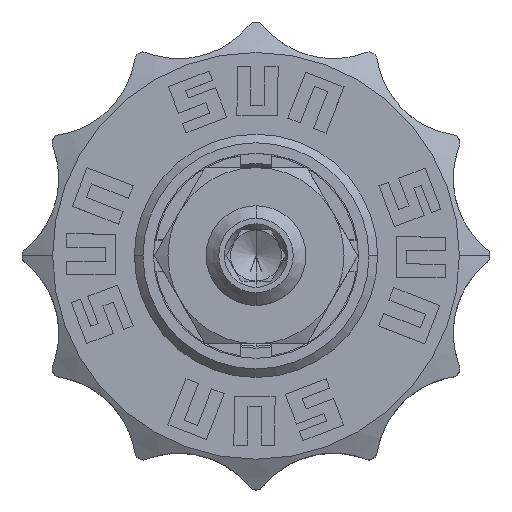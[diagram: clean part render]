
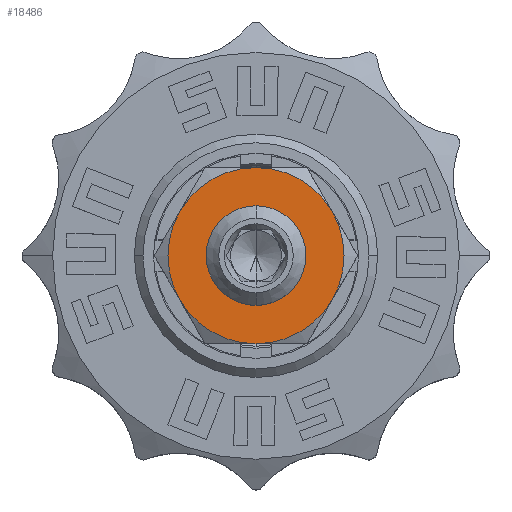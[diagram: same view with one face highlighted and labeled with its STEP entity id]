
A CAD part, top view. The second image highlights one B-rep face of the part: STEP entity #18486.
In plain terms, the highlighted planar face has unit normal (0, 0, 1).
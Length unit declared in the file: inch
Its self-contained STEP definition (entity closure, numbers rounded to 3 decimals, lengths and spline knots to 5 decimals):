
#6227=CARTESIAN_POINT('',(0.1875,-0.10825,
4.936));
#6658=CARTESIAN_POINT('',(0.1875,-0.10825,
4.936));
#6659=CARTESIAN_POINT('',(0.19066,-0.10279,
4.936));
#6660=CARTESIAN_POINT('',(0.19646,-0.09162,
4.936));
#6661=CARTESIAN_POINT('',(0.2037,-0.07414,
4.936));
#6662=CARTESIAN_POINT('',(0.20939,-0.05611,
4.936));
#6663=CARTESIAN_POINT('',(0.21348,-0.03764,
4.936));
#6664=CARTESIAN_POINT('',(0.21595,-0.01889,
4.936));
#6665=CARTESIAN_POINT('',(0.21677,0.,
4.936));
#6666=CARTESIAN_POINT('',(0.21595,0.01889,
4.936));
#6667=CARTESIAN_POINT('',(0.21348,0.03764,
4.936));
#6668=CARTESIAN_POINT('',(0.20939,0.05611,
4.936));
#6669=CARTESIAN_POINT('',(0.2037,0.07414,
4.936));
#6670=CARTESIAN_POINT('',(0.19646,0.09162,
4.936));
#6671=CARTESIAN_POINT('',(0.19066,0.10279,
4.936));
#6672=CARTESIAN_POINT('',(0.1875,0.10825,
4.936));
#6674=CARTESIAN_POINT('',(-0.1875,0.10825,
4.936));
#6675=CARTESIAN_POINT('',(-0.18434,0.11372,
4.936));
#6676=CARTESIAN_POINT('',(-0.17757,0.12433,
4.936));
#6677=CARTESIAN_POINT('',(-0.16606,0.13934,
4.936));
#6678=CARTESIAN_POINT('',(-0.15328,0.15328,
4.936));
#6679=CARTESIAN_POINT('',(-0.13934,0.16606,
4.936));
#6680=CARTESIAN_POINT('',(-0.12434,0.17757,
4.936));
#6681=CARTESIAN_POINT('',(-0.10839,0.18773,
4.936));
#6682=CARTESIAN_POINT('',(-0.09161,0.19647,
4.936));
#6683=CARTESIAN_POINT('',(-0.07414,0.2037,
4.936));
#6684=CARTESIAN_POINT('',(-0.0561,0.20939,
4.936));
#6685=CARTESIAN_POINT('',(-0.03764,0.21348,
4.936));
#6686=CARTESIAN_POINT('',(-0.01889,0.21595,
4.936));
#6687=CARTESIAN_POINT('',(-0.00631,0.21651,
4.936));
#6688=CARTESIAN_POINT('',(0.,0.21651,
4.936));
#6690=CARTESIAN_POINT('',(0.,0.21651,
4.936));
#6691=CARTESIAN_POINT('',(0.00631,0.21651,
4.936));
#6692=CARTESIAN_POINT('',(0.01889,0.21595,
4.936));
#6693=CARTESIAN_POINT('',(0.03764,0.21348,
4.936));
#6694=CARTESIAN_POINT('',(0.0561,0.20939,
4.936));
#6695=CARTESIAN_POINT('',(0.07414,0.2037,
4.936));
#6696=CARTESIAN_POINT('',(0.09161,0.19646,
4.936));
#6697=CARTESIAN_POINT('',(0.10839,0.18773,
4.936));
#6698=CARTESIAN_POINT('',(0.12434,0.17757,
4.936));
#6699=CARTESIAN_POINT('',(0.13934,0.16606,
4.936));
#6700=CARTESIAN_POINT('',(0.15328,0.15328,
4.936));
#6701=CARTESIAN_POINT('',(0.16606,0.13934,
4.936));
#6702=CARTESIAN_POINT('',(0.17757,0.12433,
4.936));
#6703=CARTESIAN_POINT('',(0.18434,0.11372,
4.936));
#6704=CARTESIAN_POINT('',(0.1875,0.10825,
4.936));
#6706=CARTESIAN_POINT('',(0.1875,-0.10825,
4.936));
#6707=CARTESIAN_POINT('',(0.18434,-0.11372,
4.936));
#6708=CARTESIAN_POINT('',(0.17757,-0.12433,
4.936));
#6709=CARTESIAN_POINT('',(0.16606,-0.13934,
4.936));
#6710=CARTESIAN_POINT('',(0.15328,-0.15328,
4.936));
#6711=CARTESIAN_POINT('',(0.13934,-0.16606,
4.936));
#6712=CARTESIAN_POINT('',(0.12434,-0.17757,
4.936));
#6713=CARTESIAN_POINT('',(0.10839,-0.18773,
4.936));
#6714=CARTESIAN_POINT('',(0.09161,-0.19647,
4.936));
#6715=CARTESIAN_POINT('',(0.07414,-0.2037,
4.936));
#6716=CARTESIAN_POINT('',(0.0561,-0.20939,
4.936));
#6717=CARTESIAN_POINT('',(0.03764,-0.21348,
4.936));
#6718=CARTESIAN_POINT('',(0.01889,-0.21595,
4.936));
#6719=CARTESIAN_POINT('',(0.00631,-0.21651,
4.936));
#6720=CARTESIAN_POINT('',(0.,-0.21651,
4.936));
#6722=CARTESIAN_POINT('',(0.,-0.21651,
4.936));
#6723=CARTESIAN_POINT('',(-0.00631,-0.21651,
4.936));
#6724=CARTESIAN_POINT('',(-0.01889,-0.21595,
4.936));
#6725=CARTESIAN_POINT('',(-0.03764,-0.21348,
4.936));
#6726=CARTESIAN_POINT('',(-0.0561,-0.20939,
4.936));
#6727=CARTESIAN_POINT('',(-0.07414,-0.2037,
4.936));
#6728=CARTESIAN_POINT('',(-0.09161,-0.19646,
4.936));
#6729=CARTESIAN_POINT('',(-0.10839,-0.18773,
4.936));
#6730=CARTESIAN_POINT('',(-0.12434,-0.17757,
4.936));
#6731=CARTESIAN_POINT('',(-0.13934,-0.16606,
4.936));
#6732=CARTESIAN_POINT('',(-0.15328,-0.15328,
4.936));
#6733=CARTESIAN_POINT('',(-0.16606,-0.13934,
4.936));
#6734=CARTESIAN_POINT('',(-0.17757,-0.12433,
4.936));
#6735=CARTESIAN_POINT('',(-0.18434,-0.11372,
4.936));
#6736=CARTESIAN_POINT('',(-0.1875,-0.10825,
4.936));
#6738=CARTESIAN_POINT('',(-0.1875,0.10825,
4.936));
#6739=CARTESIAN_POINT('',(-0.19066,0.10279,
4.936));
#6740=CARTESIAN_POINT('',(-0.19646,0.09162,
4.936));
#6741=CARTESIAN_POINT('',(-0.2037,0.07414,
4.936));
#6742=CARTESIAN_POINT('',(-0.20939,0.05611,
4.936));
#6743=CARTESIAN_POINT('',(-0.21348,0.03764,
4.936));
#6744=CARTESIAN_POINT('',(-0.21595,0.01889,
4.936));
#6745=CARTESIAN_POINT('',(-0.21677,0.,
4.936));
#6746=CARTESIAN_POINT('',(-0.21595,-0.01889,
4.936));
#6747=CARTESIAN_POINT('',(-0.21348,-0.03764,
4.936));
#6748=CARTESIAN_POINT('',(-0.20939,-0.05611,
4.936));
#6749=CARTESIAN_POINT('',(-0.2037,-0.07414,
4.936));
#6750=CARTESIAN_POINT('',(-0.19646,-0.09162,
4.936));
#6751=CARTESIAN_POINT('',(-0.19066,-0.10279,
4.936));
#6752=CARTESIAN_POINT('',(-0.1875,-0.10825,
4.936));
#6849=CARTESIAN_POINT('',(-0.1875,0.10825,
4.936));
#6963=CARTESIAN_POINT('',(0.,0.,4.936));
#6964=DIRECTION('',(0.,0.,-1.));
#6965=DIRECTION('',(0.,-1.,0.));
#6966=AXIS2_PLACEMENT_3D('',#6963,#6964,#6965);
#6973=CARTESIAN_POINT('',(0.,0.,4.936));
#6974=DIRECTION('',(0.,0.,-1.));
#6975=DIRECTION('',(0.,1.,0.));
#6976=AXIS2_PLACEMENT_3D('',#6973,#6974,#6975);
#7802=VERTEX_POINT('',#6849);
#7803=VERTEX_POINT('',#6688);
#7804=VERTEX_POINT('',#6704);
#7805=VERTEX_POINT('',#6227);
#7806=VERTEX_POINT('',#6720);
#7807=VERTEX_POINT('',#6736);
#7852=CARTESIAN_POINT('',(0.,-0.1225,4.936));
#7853=CARTESIAN_POINT('',(0.,0.1225,4.936));
#7854=VERTEX_POINT('',#7852);
#7855=VERTEX_POINT('',#7853);
#18462=CARTESIAN_POINT('',(0.,0.,4.936));
#18463=DIRECTION('',(0.,0.,-1.));
#18464=DIRECTION('',(1.,0.,0.));
#18465=AXIS2_PLACEMENT_3D('',#18462,#18463,#18464);
#18466=PLANE('',#18465);
#18468=ORIENTED_EDGE('',*,*,#18467,.F.);
#18470=ORIENTED_EDGE('',*,*,#18469,.T.);
#18472=ORIENTED_EDGE('',*,*,#18471,.T.);
#18473=ORIENTED_EDGE('',*,*,#18448,.F.);
#18475=ORIENTED_EDGE('',*,*,#18474,.T.);
#18477=ORIENTED_EDGE('',*,*,#18476,.T.);
#18478=EDGE_LOOP('',(#18468,#18470,#18472,#18473,#18475,#18477));
#18479=FACE_OUTER_BOUND('',#18478,.F.);
#18481=ORIENTED_EDGE('',*,*,#18480,.F.);
#18483=ORIENTED_EDGE('',*,*,#18482,.F.);
#18484=EDGE_LOOP('',(#18481,#18483));
#18485=FACE_BOUND('',#18484,.F.);
#6673=B_SPLINE_CURVE_WITH_KNOTS('',3,(#6658,#6659,#6660,#6661,#6662,#6663,#6664,
#6665,#6666,#6667,#6668,#6669,#6670,#6671,#6672),.UNSPECIFIED.,.F.,.F.,(4,1,1,1,
1,1,1,1,1,1,1,1,4),(0.,0.08333,0.16667,0.25,
0.33333,0.41667,0.5,0.58333,0.66667,
0.75,0.83333,0.91667,1.),.UNSPECIFIED.);
#6689=B_SPLINE_CURVE_WITH_KNOTS('',3,(#6674,#6675,#6676,#6677,#6678,#6679,#6680,
#6681,#6682,#6683,#6684,#6685,#6686,#6687,#6688),.UNSPECIFIED.,.F.,.F.,(4,1,1,1,
1,1,1,1,1,1,1,1,4),(0.,0.08333,0.16667,0.25,
0.33333,0.41667,0.5,0.58333,0.66667,
0.75,0.83333,0.91667,1.),.UNSPECIFIED.);
#6705=B_SPLINE_CURVE_WITH_KNOTS('',3,(#6690,#6691,#6692,#6693,#6694,#6695,#6696,
#6697,#6698,#6699,#6700,#6701,#6702,#6703,#6704),.UNSPECIFIED.,.F.,.F.,(4,1,1,1,
1,1,1,1,1,1,1,1,4),(0.,0.08333,0.16667,0.25,
0.33333,0.41667,0.5,0.58333,0.66667,
0.75,0.83333,0.91667,1.),.UNSPECIFIED.);
#6721=B_SPLINE_CURVE_WITH_KNOTS('',3,(#6706,#6707,#6708,#6709,#6710,#6711,#6712,
#6713,#6714,#6715,#6716,#6717,#6718,#6719,#6720),.UNSPECIFIED.,.F.,.F.,(4,1,1,1,
1,1,1,1,1,1,1,1,4),(0.,0.08333,0.16667,0.25,
0.33333,0.41667,0.5,0.58333,0.66667,
0.75,0.83333,0.91667,1.),.UNSPECIFIED.);
#6737=B_SPLINE_CURVE_WITH_KNOTS('',3,(#6722,#6723,#6724,#6725,#6726,#6727,#6728,
#6729,#6730,#6731,#6732,#6733,#6734,#6735,#6736),.UNSPECIFIED.,.F.,.F.,(4,1,1,1,
1,1,1,1,1,1,1,1,4),(0.,0.08333,0.16667,0.25,
0.33333,0.41667,0.5,0.58333,0.66667,
0.75,0.83333,0.91667,1.),.UNSPECIFIED.);
#6753=B_SPLINE_CURVE_WITH_KNOTS('',3,(#6738,#6739,#6740,#6741,#6742,#6743,#6744,
#6745,#6746,#6747,#6748,#6749,#6750,#6751,#6752),.UNSPECIFIED.,.F.,.F.,(4,1,1,1,
1,1,1,1,1,1,1,1,4),(0.,0.08333,0.16667,0.25,
0.33333,0.41667,0.5,0.58333,0.66667,
0.75,0.83333,0.91667,1.),.UNSPECIFIED.);
#6967=CIRCLE('',#6966,0.1225);
#6977=CIRCLE('',#6976,0.1225);
#18448=EDGE_CURVE('',#7805,#7804,#6673,.T.);
#18467=EDGE_CURVE('',#7802,#7807,#6753,.T.);
#18469=EDGE_CURVE('',#7802,#7803,#6689,.T.);
#18471=EDGE_CURVE('',#7803,#7804,#6705,.T.);
#18474=EDGE_CURVE('',#7805,#7806,#6721,.T.);
#18476=EDGE_CURVE('',#7806,#7807,#6737,.T.);
#18480=EDGE_CURVE('',#7854,#7855,#6967,.T.);
#18482=EDGE_CURVE('',#7855,#7854,#6977,.T.);
#18486=ADVANCED_FACE('',(#18479,#18485),#18466,.F.);
